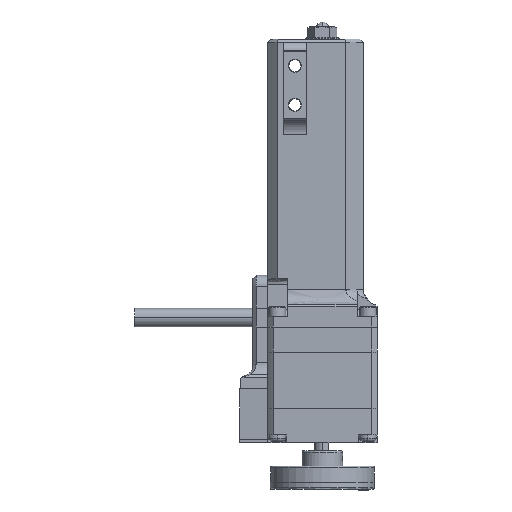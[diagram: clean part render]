
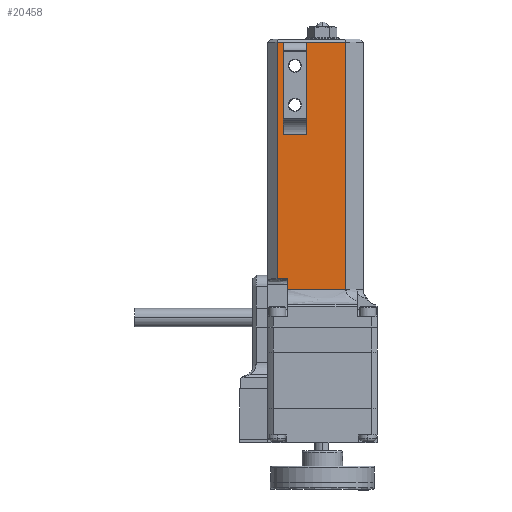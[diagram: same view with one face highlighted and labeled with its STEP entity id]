
A CAD part, left-side view. The second image highlights one B-rep face of the part: STEP entity #20458.
In plain terms, the highlighted planar face has unit normal (-1, 0, 0).
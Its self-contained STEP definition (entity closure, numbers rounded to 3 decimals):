
#332 = LINE ( 'NONE', #25313, #7493 ) ;
#809 = LINE ( 'NONE', #16343, #22147 ) ;
#963 = ORIENTED_EDGE ( 'NONE', *, *, #22343, .T. ) ;
#3638 = LINE ( 'NONE', #12718, #11132 ) ;
#3982 = CARTESIAN_POINT ( 'NONE',  ( 141.206, 183.153, 488.761 ) ) ;
#4409 = VERTEX_POINT ( 'NONE', #5259 ) ;
#4461 = CARTESIAN_POINT ( 'NONE',  ( 141.206, 161.153, 409.761 ) ) ;
#4861 = LINE ( 'NONE', #4461, #8545 ) ;
#5259 = CARTESIAN_POINT ( 'NONE',  ( 141.206, 181.153, 459.223 ) ) ;
#5296 = VERTEX_POINT ( 'NONE', #20279 ) ;
#5582 = EDGE_CURVE ( 'NONE', #5296, #15138, #16008, .T. ) ;
#6255 = EDGE_CURVE ( 'NONE', #17813, #30897, #39390, .T. ) ;
#6890 = VECTOR ( 'NONE', #19671, 1000. ) ;
#7493 = VECTOR ( 'NONE', #30945, 1000. ) ;
#7550 = CARTESIAN_POINT ( 'NONE',  ( 141.206, 173.753, 488.761 ) ) ;
#7745 = VECTOR ( 'NONE', #29909, 1000. ) ;
#8072 = VECTOR ( 'NONE', #29701, 1000. ) ;
#8216 = DIRECTION ( 'NONE',  ( 0., 0., -1. ) ) ;
#8492 = ORIENTED_EDGE ( 'NONE', *, *, #11530, .T. ) ;
#8545 = VECTOR ( 'NONE', #23049, 1000. ) ;
#8789 = AXIS2_PLACEMENT_3D ( 'NONE', #32856, #22811, #23023 ) ;
#9922 = DIRECTION ( 'NONE',  ( 0., 0., -1. ) ) ;
#11132 = VECTOR ( 'NONE', #25023, 1000. ) ;
#11530 = EDGE_CURVE ( 'NONE', #19971, #4409, #26513, .T. ) ;
#11690 = CARTESIAN_POINT ( 'NONE',  ( 141.206, 183.153, 413.261 ) ) ;
#12149 = EDGE_CURVE ( 'NONE', #28889, #15138, #809, .T. ) ;
#12718 = CARTESIAN_POINT ( 'NONE',  ( 141.206, 183.153, 488.761 ) ) ;
#12783 = CARTESIAN_POINT ( 'NONE',  ( 141.206, 173.753, 459.223 ) ) ;
#12965 = CARTESIAN_POINT ( 'NONE',  ( 141.206, 179.753, 413.261 ) ) ;
#13885 = ORIENTED_EDGE ( 'NONE', *, *, #22211, .T. ) ;
#14769 = ORIENTED_EDGE ( 'NONE', *, *, #23878, .F. ) ;
#15060 = VERTEX_POINT ( 'NONE', #7550 ) ;
#15138 = VERTEX_POINT ( 'NONE', #34776 ) ;
#16008 = LINE ( 'NONE', #28291, #33447 ) ;
#16218 = LINE ( 'NONE', #12965, #26333 ) ;
#16343 = CARTESIAN_POINT ( 'NONE',  ( 141.206, 161.153, 409.761 ) ) ;
#17296 = ORIENTED_EDGE ( 'NONE', *, *, #6255, .T. ) ;
#17638 = ORIENTED_EDGE ( 'NONE', *, *, #26259, .T. ) ;
#17813 = VERTEX_POINT ( 'NONE', #30252 ) ;
#18434 = DIRECTION ( 'NONE',  ( 0., 1., 0. ) ) ;
#19671 = DIRECTION ( 'NONE',  ( 0., 0., 1. ) ) ;
#19725 = EDGE_LOOP ( 'NONE', ( #8492, #963, #17296, #33462, #14769, #21188, #24114, #25335, #13885, #17638 ) ) ;
#19971 = VERTEX_POINT ( 'NONE', #12783 ) ;
#20279 = CARTESIAN_POINT ( 'NONE',  ( 141.206, 179.753, 413.261 ) ) ;
#20458 = ADVANCED_FACE ( 'NONE', ( #23221 ), #20601, .T. ) ;
#20486 = CARTESIAN_POINT ( 'NONE',  ( 141.206, 181.153, 488.761 ) ) ;
#20554 = CARTESIAN_POINT ( 'NONE',  ( 141.206, 173.753, 488.761 ) ) ;
#20591 = VERTEX_POINT ( 'NONE', #24569 ) ;
#20601 = PLANE ( 'NONE',  #8789 ) ;
#21188 = ORIENTED_EDGE ( 'NONE', *, *, #5582, .T. ) ;
#22147 = VECTOR ( 'NONE', #25016, 1000. ) ;
#22211 = EDGE_CURVE ( 'NONE', #20591, #15060, #332, .T. ) ;
#22343 = EDGE_CURVE ( 'NONE', #4409, #17813, #38208, .T. ) ;
#22811 = DIRECTION ( 'NONE',  ( -1., 0., 0. ) ) ;
#23023 = DIRECTION ( 'NONE',  ( 0., -0.707, 0.707 ) ) ;
#23049 = DIRECTION ( 'NONE',  ( 0., 0., 1. ) ) ;
#23221 = FACE_OUTER_BOUND ( 'NONE', #19725, .T. ) ;
#23878 = EDGE_CURVE ( 'NONE', #5296, #29741, #16218, .T. ) ;
#24114 = ORIENTED_EDGE ( 'NONE', *, *, #12149, .F. ) ;
#24569 = CARTESIAN_POINT ( 'NONE',  ( 141.206, 161.153, 488.761 ) ) ;
#25016 = DIRECTION ( 'NONE',  ( 0., 1., 0. ) ) ;
#25023 = DIRECTION ( 'NONE',  ( 0., 0., -1. ) ) ;
#25313 = CARTESIAN_POINT ( 'NONE',  ( 141.206, 161.153, 488.761 ) ) ;
#25335 = ORIENTED_EDGE ( 'NONE', *, *, #30432, .T. ) ;
#26259 = EDGE_CURVE ( 'NONE', #15060, #19971, #29978, .T. ) ;
#26333 = VECTOR ( 'NONE', #18434, 1000. ) ;
#26513 = LINE ( 'NONE', #39165, #8072 ) ;
#28291 = CARTESIAN_POINT ( 'NONE',  ( 141.206, 179.753, 413.261 ) ) ;
#28889 = VERTEX_POINT ( 'NONE', #33230 ) ;
#29517 = CARTESIAN_POINT ( 'NONE',  ( 141.206, 181.153, 459.223 ) ) ;
#29701 = DIRECTION ( 'NONE',  ( 0., 1., 0. ) ) ;
#29741 = VERTEX_POINT ( 'NONE', #11690 ) ;
#29909 = DIRECTION ( 'NONE',  ( 0., 1., 0. ) ) ;
#29978 = LINE ( 'NONE', #20554, #30953 ) ;
#30252 = CARTESIAN_POINT ( 'NONE',  ( 141.206, 181.153, 488.761 ) ) ;
#30432 = EDGE_CURVE ( 'NONE', #28889, #20591, #4861, .T. ) ;
#30610 = EDGE_CURVE ( 'NONE', #30897, #29741, #3638, .T. ) ;
#30897 = VERTEX_POINT ( 'NONE', #3982 ) ;
#30945 = DIRECTION ( 'NONE',  ( 0., 1., 0. ) ) ;
#30953 = VECTOR ( 'NONE', #8216, 1000. ) ;
#32856 = CARTESIAN_POINT ( 'NONE',  ( 141.206, 151.153, 409.761 ) ) ;
#33230 = CARTESIAN_POINT ( 'NONE',  ( 141.206, 161.153, 409.761 ) ) ;
#33447 = VECTOR ( 'NONE', #9922, 1000. ) ;
#33462 = ORIENTED_EDGE ( 'NONE', *, *, #30610, .T. ) ;
#34776 = CARTESIAN_POINT ( 'NONE',  ( 141.206, 179.753, 409.761 ) ) ;
#38208 = LINE ( 'NONE', #29517, #6890 ) ;
#39165 = CARTESIAN_POINT ( 'NONE',  ( 141.206, 173.753, 459.223 ) ) ;
#39390 = LINE ( 'NONE', #20486, #7745 ) ;
